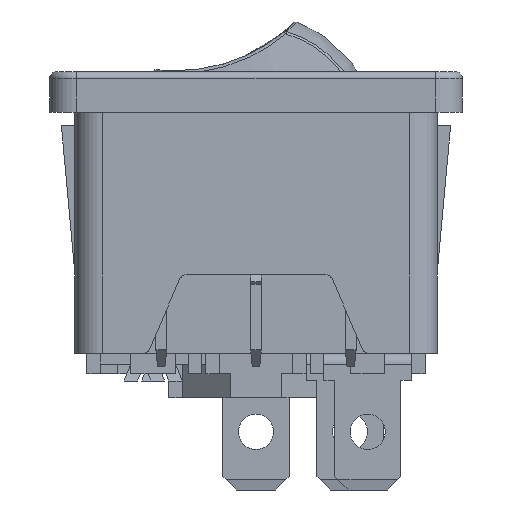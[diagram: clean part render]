
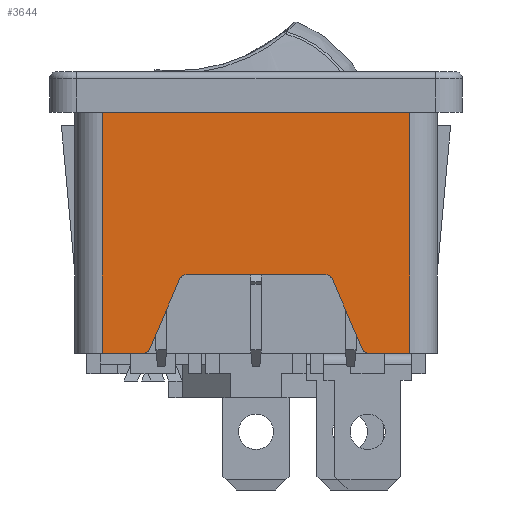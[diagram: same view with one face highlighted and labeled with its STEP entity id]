
A CAD part, front view. The second image highlights one B-rep face of the part: STEP entity #3644.
In plain terms, the highlighted planar face has unit normal (0, -1, 0).
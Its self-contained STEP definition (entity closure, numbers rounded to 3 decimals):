
#2519 = VERTEX_POINT('',#2520);
#2520 = CARTESIAN_POINT('',(-11.375,-23.3,0.));
#2527 = EDGE_CURVE('',#2519,#2528,#2530,.T.);
#2528 = VERTEX_POINT('',#2529);
#2529 = CARTESIAN_POINT('',(11.375,-23.3,0.));
#2530 = LINE('',#2531,#2532);
#2531 = CARTESIAN_POINT('',(-13.375,-23.3,0.));
#2532 = VECTOR('',#2533,1.);
#2533 = DIRECTION('',(1.,0.,0.));
#3626 = VERTEX_POINT('',#3627);
#3627 = CARTESIAN_POINT('',(-11.375,-23.3,-17.8));
#3634 = EDGE_CURVE('',#2519,#3626,#3635,.T.);
#3635 = LINE('',#3636,#3637);
#3636 = CARTESIAN_POINT('',(-11.375,-23.3,0.));
#3637 = VECTOR('',#3638,1.);
#3638 = DIRECTION('',(0.,0.,-1.));
#3644 = ADVANCED_FACE('',(#3645),#3731,.T.);
#3645 = FACE_BOUND('',#3646,.T.);
#3646 = EDGE_LOOP('',(#3647,#3657,#3663,#3664,#3665,#3673,#3682,#3690,
    #3699,#3707,#3716,#3724));
#3647 = ORIENTED_EDGE('',*,*,#3648,.T.);
#3648 = EDGE_CURVE('',#3649,#3651,#3653,.T.);
#3649 = VERTEX_POINT('',#3650);
#3650 = CARTESIAN_POINT('',(8.329,-23.3,-17.8));
#3651 = VERTEX_POINT('',#3652);
#3652 = CARTESIAN_POINT('',(11.375,-23.3,-17.8));
#3653 = LINE('',#3654,#3655);
#3654 = CARTESIAN_POINT('',(-13.375,-23.3,-17.8));
#3655 = VECTOR('',#3656,1.);
#3656 = DIRECTION('',(1.,0.,0.));
#3657 = ORIENTED_EDGE('',*,*,#3658,.F.);
#3658 = EDGE_CURVE('',#2528,#3651,#3659,.T.);
#3659 = LINE('',#3660,#3661);
#3660 = CARTESIAN_POINT('',(11.375,-23.3,0.));
#3661 = VECTOR('',#3662,1.);
#3662 = DIRECTION('',(0.,0.,-1.));
#3663 = ORIENTED_EDGE('',*,*,#2527,.F.);
#3664 = ORIENTED_EDGE('',*,*,#3634,.T.);
#3665 = ORIENTED_EDGE('',*,*,#3666,.T.);
#3666 = EDGE_CURVE('',#3626,#3667,#3669,.T.);
#3667 = VERTEX_POINT('',#3668);
#3668 = CARTESIAN_POINT('',(-8.329,-23.3,-17.8));
#3669 = LINE('',#3670,#3671);
#3670 = CARTESIAN_POINT('',(-13.375,-23.3,-17.8));
#3671 = VECTOR('',#3672,1.);
#3672 = DIRECTION('',(1.,0.,0.));
#3673 = ORIENTED_EDGE('',*,*,#3674,.T.);
#3674 = EDGE_CURVE('',#3667,#3675,#3677,.T.);
#3675 = VERTEX_POINT('',#3676);
#3676 = CARTESIAN_POINT('',(-7.87,-23.3,-17.498));
#3677 = CIRCLE('',#3678,0.5);
#3678 = AXIS2_PLACEMENT_3D('',#3679,#3680,#3681);
#3679 = CARTESIAN_POINT('',(-8.329,-23.3,-17.3));
#3680 = DIRECTION('',(0.,-1.,0.));
#3681 = DIRECTION('',(0.,0.,1.));
#3682 = ORIENTED_EDGE('',*,*,#3683,.T.);
#3683 = EDGE_CURVE('',#3675,#3684,#3686,.T.);
#3684 = VERTEX_POINT('',#3685);
#3685 = CARTESIAN_POINT('',(-5.63,-23.3,-12.302));
#3686 = LINE('',#3687,#3688);
#3687 = CARTESIAN_POINT('',(-8.,-23.3,-17.8));
#3688 = VECTOR('',#3689,1.);
#3689 = DIRECTION('',(0.396,0.,0.918));
#3690 = ORIENTED_EDGE('',*,*,#3691,.F.);
#3691 = EDGE_CURVE('',#3692,#3684,#3694,.T.);
#3692 = VERTEX_POINT('',#3693);
#3693 = CARTESIAN_POINT('',(-5.171,-23.3,-12.));
#3694 = CIRCLE('',#3695,0.5);
#3695 = AXIS2_PLACEMENT_3D('',#3696,#3697,#3698);
#3696 = CARTESIAN_POINT('',(-5.171,-23.3,-12.5));
#3697 = DIRECTION('',(0.,-1.,0.));
#3698 = DIRECTION('',(0.,0.,1.));
#3699 = ORIENTED_EDGE('',*,*,#3700,.T.);
#3700 = EDGE_CURVE('',#3692,#3701,#3703,.T.);
#3701 = VERTEX_POINT('',#3702);
#3702 = CARTESIAN_POINT('',(5.171,-23.3,-12.));
#3703 = LINE('',#3704,#3705);
#3704 = CARTESIAN_POINT('',(-5.5,-23.3,-12.));
#3705 = VECTOR('',#3706,1.);
#3706 = DIRECTION('',(1.,0.,0.));
#3707 = ORIENTED_EDGE('',*,*,#3708,.F.);
#3708 = EDGE_CURVE('',#3709,#3701,#3711,.T.);
#3709 = VERTEX_POINT('',#3710);
#3710 = CARTESIAN_POINT('',(5.63,-23.3,-12.302));
#3711 = CIRCLE('',#3712,0.5);
#3712 = AXIS2_PLACEMENT_3D('',#3713,#3714,#3715);
#3713 = CARTESIAN_POINT('',(5.171,-23.3,-12.5));
#3714 = DIRECTION('',(0.,-1.,0.));
#3715 = DIRECTION('',(0.,0.,1.));
#3716 = ORIENTED_EDGE('',*,*,#3717,.T.);
#3717 = EDGE_CURVE('',#3709,#3718,#3720,.T.);
#3718 = VERTEX_POINT('',#3719);
#3719 = CARTESIAN_POINT('',(7.87,-23.3,-17.498));
#3720 = LINE('',#3721,#3722);
#3721 = CARTESIAN_POINT('',(5.5,-23.3,-12.));
#3722 = VECTOR('',#3723,1.);
#3723 = DIRECTION('',(0.396,0.,-0.918));
#3724 = ORIENTED_EDGE('',*,*,#3725,.F.);
#3725 = EDGE_CURVE('',#3649,#3718,#3726,.T.);
#3726 = CIRCLE('',#3727,0.5);
#3727 = AXIS2_PLACEMENT_3D('',#3728,#3729,#3730);
#3728 = CARTESIAN_POINT('',(8.329,-23.3,-17.3));
#3729 = DIRECTION('',(0.,1.,0.));
#3730 = DIRECTION('',(0.,0.,1.));
#3731 = PLANE('',#3732);
#3732 = AXIS2_PLACEMENT_3D('',#3733,#3734,#3735);
#3733 = CARTESIAN_POINT('',(-13.375,-23.3,0.));
#3734 = DIRECTION('',(0.,-1.,0.));
#3735 = DIRECTION('',(1.,0.,0.));
